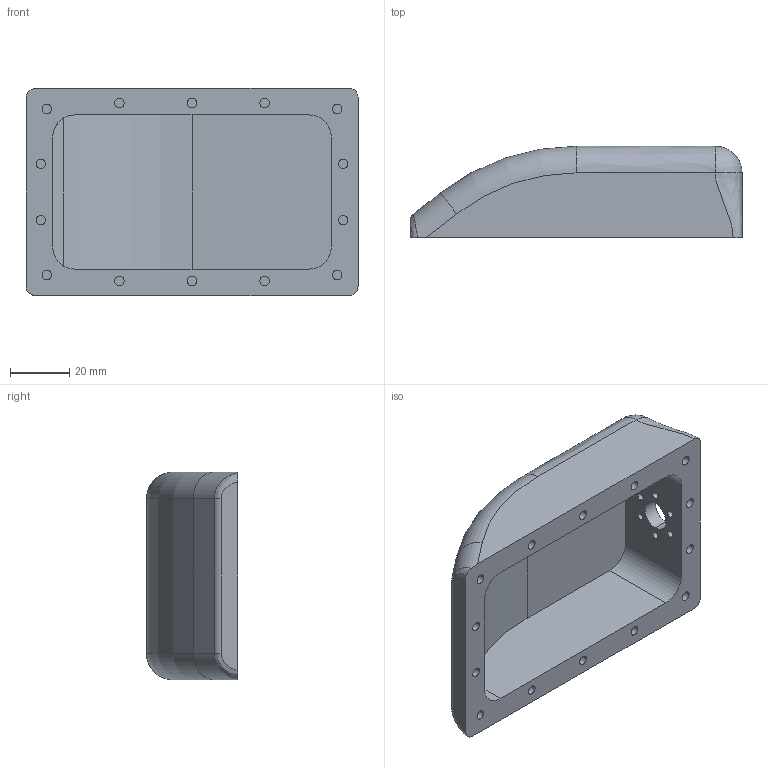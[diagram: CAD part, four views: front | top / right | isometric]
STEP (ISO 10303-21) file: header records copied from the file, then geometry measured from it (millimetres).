
FILE_DESCRIPTION (( 'STEP AP214' ), '1' );
FILE_NAME ('case for camera.STEP', '2016-11-30T08:33:39', ( '' ), ( '' ), 'SwSTEP 2.0', 'SolidWorks 2016', '' );
FILE_SCHEMA (( 'AUTOMOTIVE_DESIGN' ));
Length unit declared in the file: millimetre
Products named in the file (1): case for camera
Bounding box: 112 x 30.76 x 70 mm (x, y, z)
Volume: 86137.7 mm3; surface area: 31206.1 mm2
Topology: 1 solids, 1 shells, 103 faces, 248 edges, 160 vertices
Faces by surface type: cylinder 58, plane 34, bspline 7, torus 2, sphere 2
Entity records: 3240 total; most frequent: CARTESIAN_POINT 778, DIRECTION 523, ORIENTED_EDGE 492, EDGE_CURVE 246, AXIS2_PLACEMENT_3D 213, VERTEX_POINT 160, EDGE_LOOP 132, CIRCLE 116
